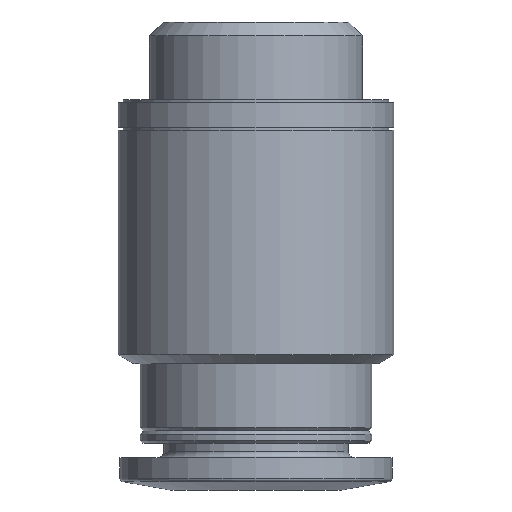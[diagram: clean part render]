
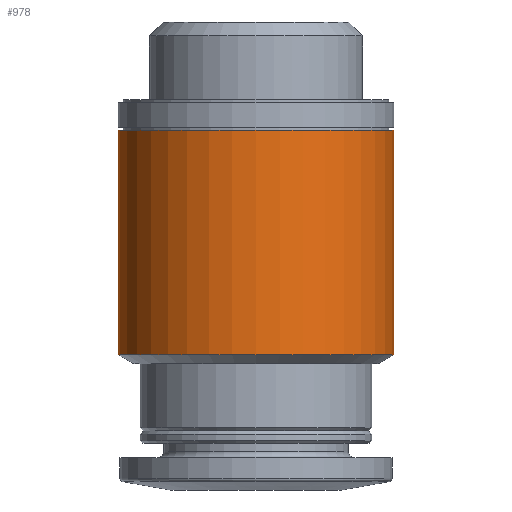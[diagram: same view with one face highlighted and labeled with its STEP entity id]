
A CAD part, front view. The second image highlights one B-rep face of the part: STEP entity #978.
In plain terms, the highlighted cylindrical face has radius 8.5 mm (diameter 17 mm), a full revolution.
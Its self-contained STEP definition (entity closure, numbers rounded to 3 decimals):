
#73=CIRCLE('',#1040,8.5);
#75=CIRCLE('',#1043,8.5);
#125=ORIENTED_EDGE('',*,*,#289,.F.);
#126=ORIENTED_EDGE('',*,*,#287,.T.);
#287=EDGE_CURVE('',#369,#369,#73,.T.);
#289=EDGE_CURVE('',#371,#371,#75,.T.);
#369=VERTEX_POINT('',#1365);
#371=VERTEX_POINT('',#1370);
#480=EDGE_LOOP('',(#125));
#481=EDGE_LOOP('',(#126));
#556=FACE_BOUND('',#480,.T.);
#557=FACE_BOUND('',#481,.T.);
#630=CYLINDRICAL_SURFACE('',#1042,8.5);
#978=ADVANCED_FACE('',(#556,#557),#630,.T.);
#1040=AXIS2_PLACEMENT_3D('',#1364,#1155,#1156);
#1042=AXIS2_PLACEMENT_3D('',#1368,#1159,#1160);
#1043=AXIS2_PLACEMENT_3D('',#1369,#1161,#1162);
#1155=DIRECTION('',(0.,0.,-1.));
#1156=DIRECTION('',(-1.,0.,0.));
#1159=DIRECTION('',(0.,0.,-1.));
#1160=DIRECTION('',(-1.,0.,0.));
#1161=DIRECTION('',(0.,0.,-1.));
#1162=DIRECTION('',(-1.,0.,0.));
#1364=CARTESIAN_POINT('',(0.,0.,-1.9));
#1365=CARTESIAN_POINT('',(-8.5,0.,-1.9));
#1368=CARTESIAN_POINT('',(0.,0.,-24.1));
#1369=CARTESIAN_POINT('',(0.,0.,-15.752));
#1370=CARTESIAN_POINT('',(-8.5,0.,-15.752));
